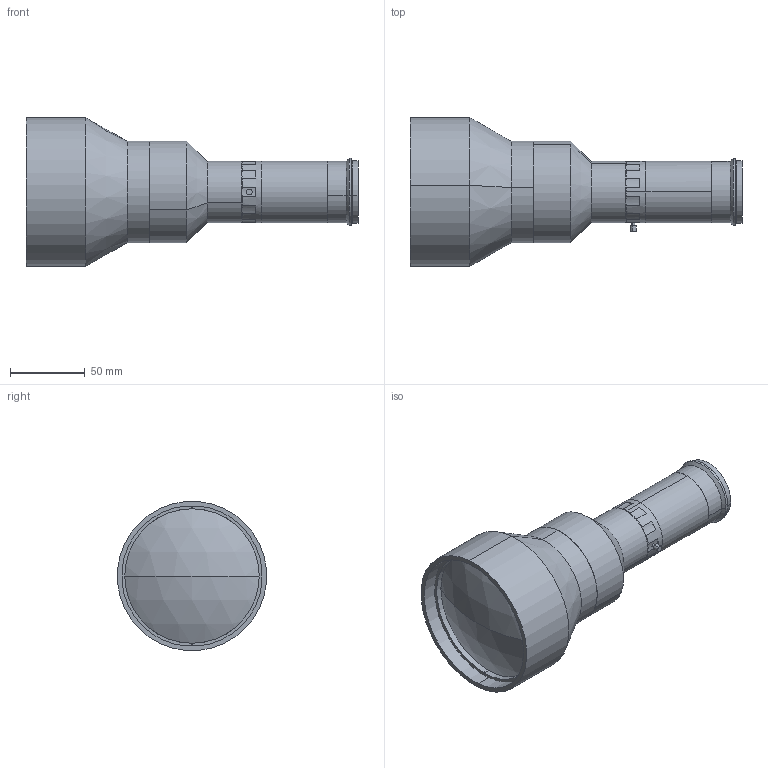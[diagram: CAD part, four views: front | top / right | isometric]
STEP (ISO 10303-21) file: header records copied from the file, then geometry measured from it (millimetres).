
FILE_DESCRIPTION (( 'STEP AP203' ), '1' );
FILE_NAME ('XF-MDT037X230-D28-VI.STEP', '2021-07-16T01:51:05', ( '' ), ( '' ), 'SwSTEP 2.0', 'SolidWorks 2018', '' );
FILE_SCHEMA (( 'CONFIG_CONTROL_DESIGN' ));
Length unit declared in the file: millimetre
Products named in the file (1): XF-MDT037X230-D28-VI
Bounding box: 222.1 x 99.62 x 99.62 mm (x, y, z)
Surface area: 66637.1 mm2 (no closed solid volume)
Topology: 0 solids, 11 shells, 99 faces, 311 edges, 220 vertices
Faces by surface type: cylinder 47, plane 30, cone 17, bspline 3, sphere 2
Entity records: 4929 total; most frequent: CARTESIAN_POINT 2168, DIRECTION 574, ORIENTED_EDGE 493, EDGE_CURVE 311, AXIS2_PLACEMENT_3D 235, VERTEX_POINT 220, CIRCLE 138, EDGE_LOOP 112
